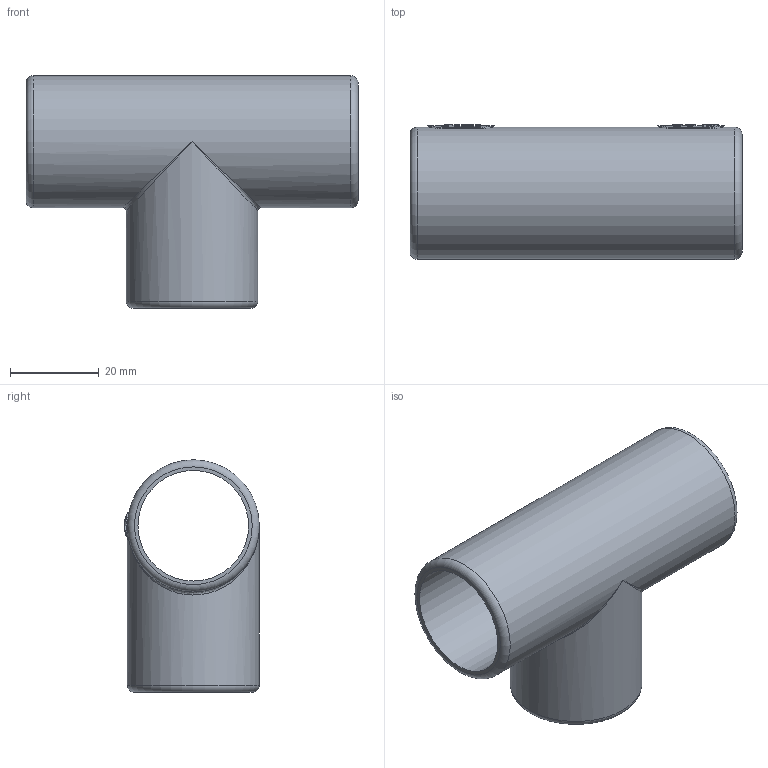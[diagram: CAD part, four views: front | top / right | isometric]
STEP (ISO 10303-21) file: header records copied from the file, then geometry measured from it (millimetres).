
FILE_DESCRIPTION (( 'STEP AP203' ), '1' );
FILE_NAME ('CTA10D-TIG25-K41-005 Òðîéíèê îòêðûâàþùèéñÿ TI25G IEK (5 øò óïàê).STEP', '2016-05-17T06:14:33', ( '' ), ( '' ), 'SwSTEP 2.0', 'SolidWorks 2014', '' );
FILE_SCHEMA (( 'CONFIG_CONTROL_DESIGN' ));
Length unit declared in the file: millimetre
Products named in the file (1): CTA10D-TIG25-K41-005 Òðîéíèê îòêðûâàþùèéñÿ TI25G IEK (5 øò óïàê)
Bounding box: 75 x 30.4 x 52.5 mm (x, y, z)
Volume: 20951.5 mm3; surface area: 17708.9 mm2
Topology: 1 solids, 1 shells, 113 faces, 294 edges, 192 vertices
Faces by surface type: plane 59, bspline 30, cylinder 21, torus 3
Full cylindrical faces by diameter (mm): 25 x2, 29.8 x2
Entity records: 5239 total; most frequent: CARTESIAN_POINT 2759, ORIENTED_EDGE 556, DIRECTION 382, EDGE_CURVE 278, VERTEX_POINT 188, LINE 136, EDGE_LOOP 136, VECTOR 136
